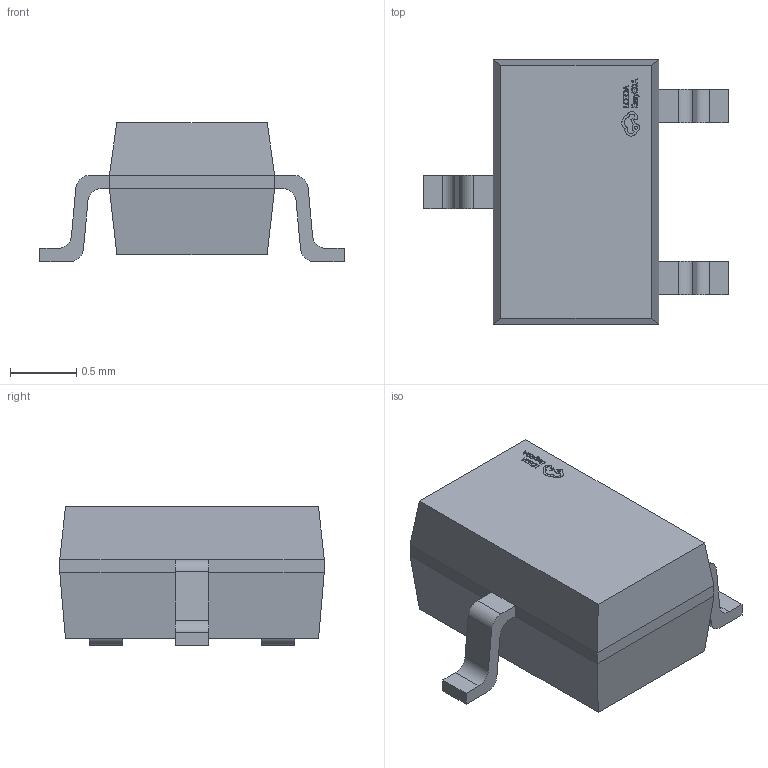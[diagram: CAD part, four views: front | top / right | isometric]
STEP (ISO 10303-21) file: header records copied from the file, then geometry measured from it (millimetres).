
FILE_DESCRIPTION(('FreeCAD Model'),'2;1');
FILE_NAME('Open CASCADE Shape Model','2024-04-20T21:02:10',(''),(''), 'Open CASCADE STEP processor 7.6','FreeCAD','Unknown');
FILE_SCHEMA(('AUTOMOTIVE_DESIGN { 1 0 10303 214 1 1 1 1 }'));
Length unit declared in the file: millimetre
Products named in the file (17): Q1; SOT-323-3_L2.1-W1.3-P1.30-LS2.3-BR; COMPOUND015; COMPOUND001; COMPOUND002; COMPOUND003; COMPOUND004; COMPOUND005; COMPOUND006; COMPOUND007; COMPOUND008; COMPOUND009; COMPOUND010; COMPOUND011; COMPOUND012; COMPOUND013; COMPOUND014
Assembly tree (16 placements, depth 4):
  Q1
    SOT-323-3_L2.1-W1.3-P1.30-LS2.3-BR
      COMPOUND015
        COMPOUND001
        COMPOUND002
        COMPOUND003
        COMPOUND004
        COMPOUND005
        COMPOUND006
        COMPOUND007
        COMPOUND008
        COMPOUND009
        COMPOUND010
        COMPOUND011
        COMPOUND012
        COMPOUND013
        COMPOUND014
Bounding box: 2.3 x 2 x 1.05 mm (x, y, z)
Volume: 2.4 mm3; surface area: 13.1 mm2
Topology: 14 solids, 14 shells, 347 faces, 916 edges, 604 vertices
Faces by surface type: plane 221, bspline 114, cylinder 12
Entity records: 12623 total; most frequent: CARTESIAN_POINT 4246, ORIENTED_EDGE 1832, DIRECTION 1208, EDGE_CURVE 916, LINE 660, VECTOR 660, VERTEX_POINT 604, FACE_BOUND 366
